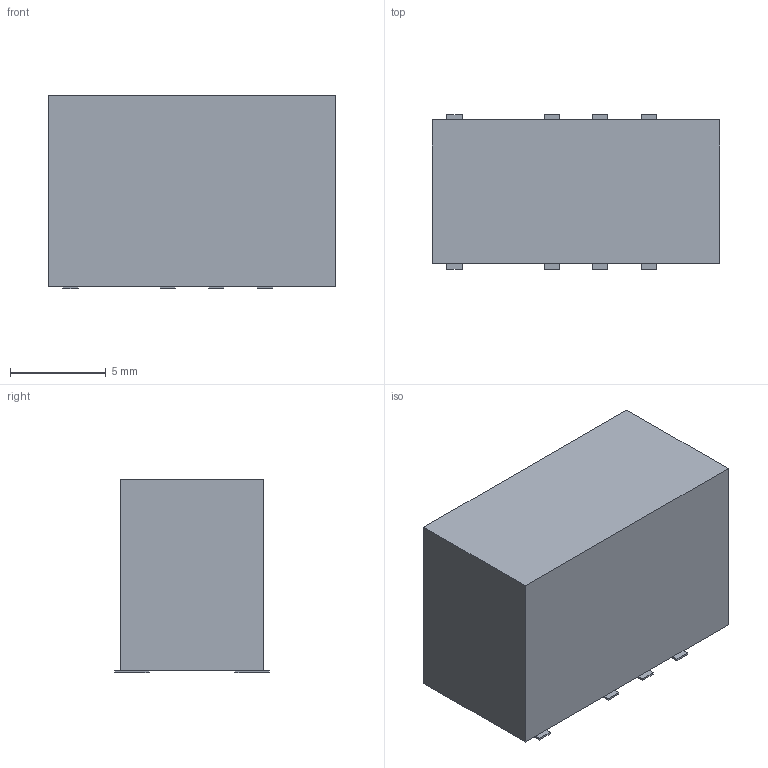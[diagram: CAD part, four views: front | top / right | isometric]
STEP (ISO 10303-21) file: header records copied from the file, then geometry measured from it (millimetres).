
FILE_DESCRIPTION(('FreeCAD Model'),'2;1');
FILE_NAME('568046.1.1.stp','2019-06-17T15:35:37',( 'Author'),(''),'Open CASCADE STEP processor 6.8','FreeCAD','Unknown' );
FILE_SCHEMA(('AUTOMOTIVE_DESIGN_CC2 { 1 2 10303 214 -1 1 5 4 }'));
Length unit declared in the file: millimetre
Products named in the file (10): ASSEMBLY; Body; ('pin',_'1'); ('pin',_'2'); ('pin',_'3'); ('pin',_'4'); ('pin',_'5'); ('pin',_'6'); ('pin',_'7'); ('pin',_'8')
Assembly tree (9 placements, depth 2):
  ASSEMBLY
    Body
    ('pin',_'1')
    ('pin',_'2')
    ('pin',_'3')
    ('pin',_'4')
    ('pin',_'5')
    ('pin',_'6')
    ('pin',_'7')
    ('pin',_'8')
Bounding box: 15 x 8.09 x 10.1 mm (x, y, z)
Volume: 1126.2 mm3; surface area: 702.2 mm2
Topology: 9 solids, 9 shells, 54 faces, 108 edges, 72 vertices
Faces by surface type: plane 54
Entity records: 3024 total; most frequent: CARTESIAN_POINT 460, DIRECTION 452, LINE 324, VECTOR 324, ORIENTED_EDGE 216, PCURVE 216, DEFINITIONAL_REPRESENTATION 216, EDGE_CURVE 108
